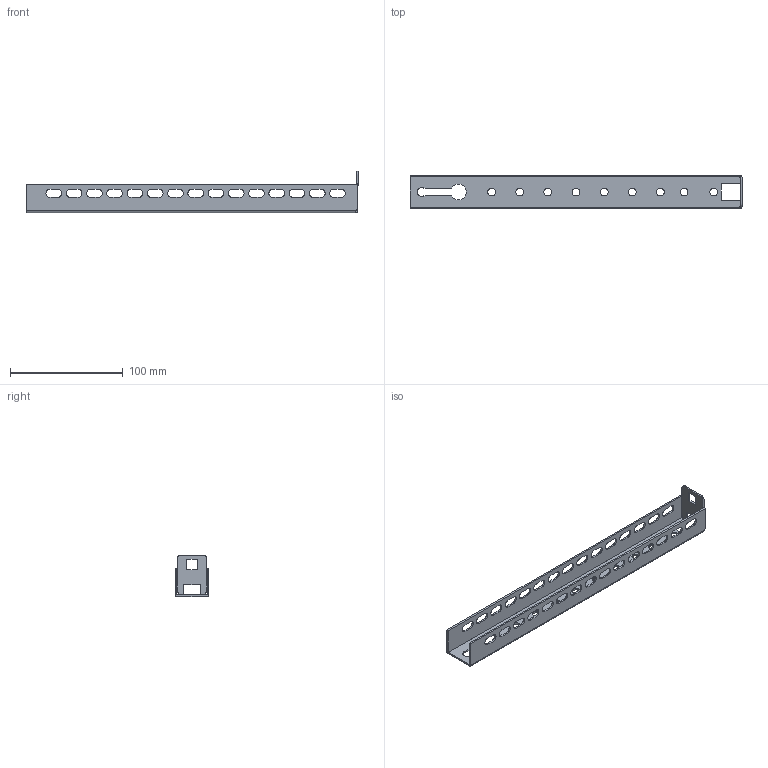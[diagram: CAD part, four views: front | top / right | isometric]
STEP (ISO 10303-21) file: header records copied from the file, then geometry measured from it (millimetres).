
FILE_DESCRIPTION (( 'STEP AP203' ), '1' );
FILE_NAME ('QB09C348.step', '2011-02-18T06:52:59', ( 'User' ), ( 'DKC' ), 'SwSTEP 2.0', 'SolidWorks 2010', '' );
FILE_SCHEMA (( 'CONFIG_CONTROL_DESIGN' ));
Length unit declared in the file: millimetre
Products named in the file (1): QB09C348
Bounding box: 295 x 30 x 36.5 mm (x, y, z)
Volume: 29383.4 mm3; surface area: 42653.1 mm2
Topology: 1 solids, 1 shells, 195 faces, 553 edges, 358 vertices
Faces by surface type: cylinder 97, plane 94, bspline 4
Entity records: 6750 total; most frequent: CARTESIAN_POINT 1319, DIRECTION 1107, ORIENTED_EDGE 1106, EDGE_CURVE 553, AXIS2_PLACEMENT_3D 378, VERTEX_POINT 358, LINE 351, VECTOR 351
